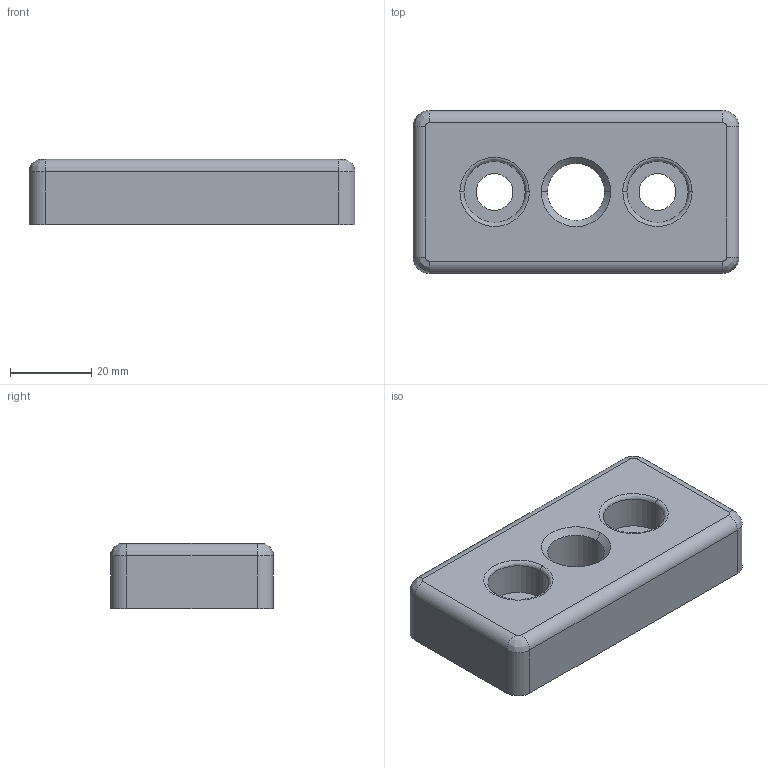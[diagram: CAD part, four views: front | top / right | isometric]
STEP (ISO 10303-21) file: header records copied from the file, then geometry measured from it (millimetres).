
FILE_DESCRIPTION(('STEP AP214'),'1');
FILE_NAME('fath_093ta40801608r.stp','2017-04-21T05:01:39',('TraceParts'),('TraceParts S.A.'),'Spatial InterOp 3D',' ',' ');
FILE_SCHEMA(('automotive_design'));
Length unit declared in the file: millimetre
Products named in the file (1): fath_093ta40801608r
Bounding box: 80 x 40 x 16 mm (x, y, z)
Volume: 32278.8 mm3; surface area: 15269.4 mm2
Topology: 1 solids, 1 shells, 219 faces, 533 edges, 306 vertices
Faces by surface type: bspline 97, cylinder 62, plane 44, cone 16
Entity records: 9533 total; most frequent: CARTESIAN_POINT 3282, ORIENTED_EDGE 1026, DIRECTION 838, EDGE_CURVE 513, AXIS2_PLACEMENT_3D 342, VERTEX_POINT 306, EDGE_LOOP 235, STYLED_ITEM 220
